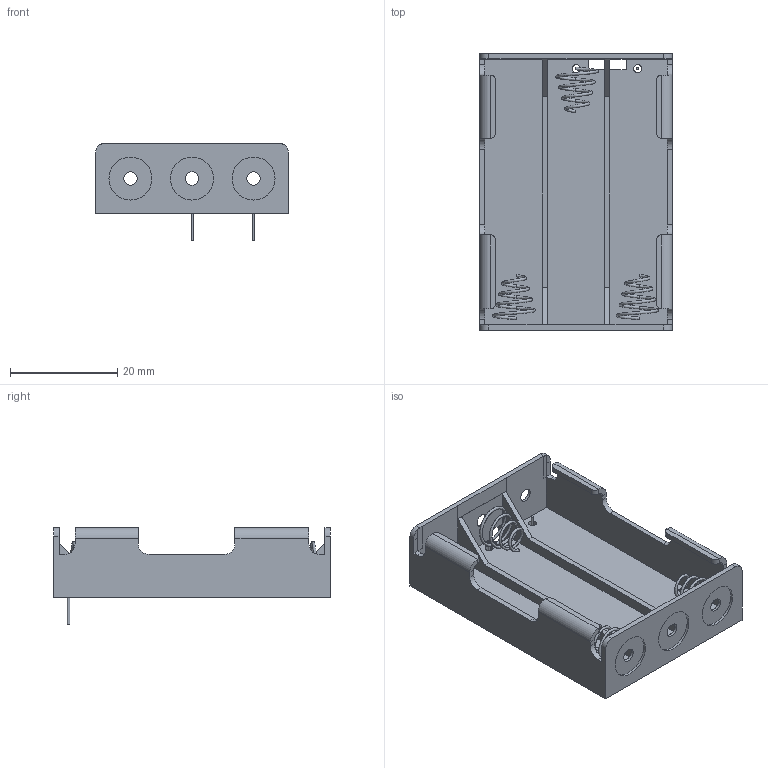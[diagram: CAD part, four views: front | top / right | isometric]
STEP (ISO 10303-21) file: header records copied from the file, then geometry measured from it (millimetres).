
FILE_DESCRIPTION(('FreeCAD Model'),'2;1');
FILE_NAME('Open CASCADE Shape Model','2023-10-19T23:11:07',(''),(''), 'Open CASCADE STEP processor 7.6','FreeCAD','Unknown');
FILE_SCHEMA(('AUTOMOTIVE_DESIGN { 1 0 10303 214 1 1 1 1 }'));
Length unit declared in the file: millimetre
Products named in the file (4): BatteryHolder_3xAAA_THT; Body - Compartment; Body - Spring terminal 1; Body - Negative connector
Assembly tree (6 placements, depth 2):
  BatteryHolder_3xAAA_THT
    Body - Compartment
    Body - Spring terminal 1  x3
    Body - Negative connector  x2
Bounding box: 35.94 x 51.56 x 18 mm (x, y, z)
Volume: 3885.6 mm3; surface area: 8658.6 mm2
Topology: 6 solids, 6 shells, 168 faces, 413 edges, 259 vertices
Faces by surface type: plane 112, cylinder 44, bspline 12
Full cylindrical faces by diameter (mm): 0.5 x2, 1.5 x2, 2.5 x6, 8 x6
Entity records: 5792 total; most frequent: CARTESIAN_POINT 1897, DIRECTION 789, ORIENTED_EDGE 784, EDGE_CURVE 392, LINE 293, VECTOR 293, AXIS2_PLACEMENT_3D 248, VERTEX_POINT 247
